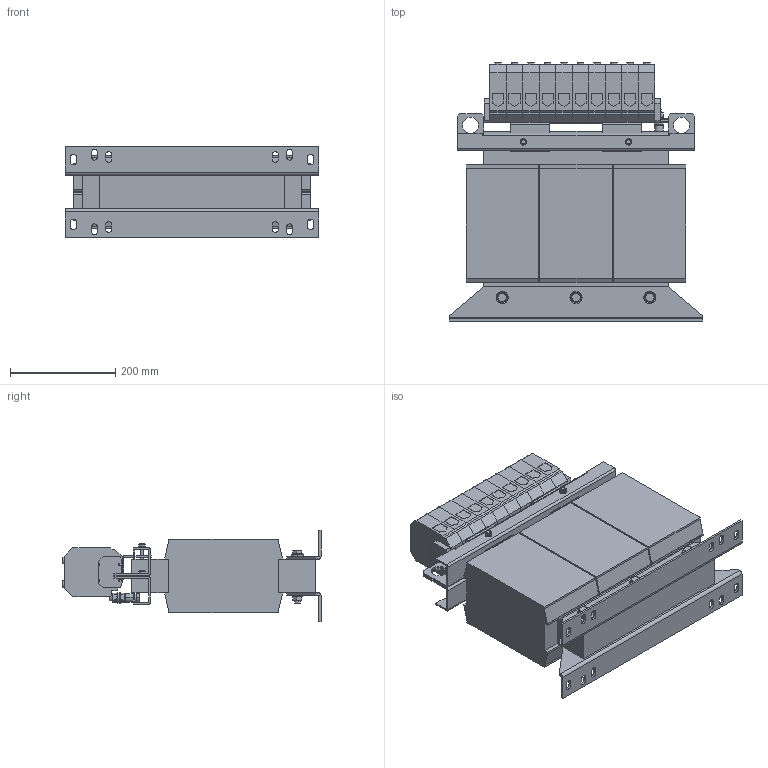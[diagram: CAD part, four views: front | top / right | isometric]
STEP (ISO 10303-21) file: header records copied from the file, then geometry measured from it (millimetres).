
FILE_DESCRIPTION (( 'STEP AP214' ), '1' );
FILE_NAME ('203799.STEP', '2020-05-28T17:32:52', ( '' ), ( '' ), 'SwSTEP 2.0', 'SolidWorks 2018', '' );
FILE_SCHEMA (( 'AUTOMOTIVE_DESIGN' ));
Length unit declared in the file: millimetre
Products named in the file (1): 203799
Bounding box: 480 x 489.75 x 173 mm (x, y, z)
Volume: 19127063.9 mm3; surface area: 1060414 mm2
Topology: 1 solids, 1 shells, 1230 faces, 3103 edges, 1958 vertices
Faces by surface type: plane 856, cylinder 246, cone 92, torus 28, sphere 8
Full cylindrical faces by diameter (mm): 10 x10
Entity records: 37681 total; most frequent: CARTESIAN_POINT 7880, ORIENTED_EDGE 6226, DIRECTION 6021, EDGE_CURVE 3113, LINE 2179, VECTOR 2179, VERTEX_POINT 1968, AXIS2_PLACEMENT_3D 1921
